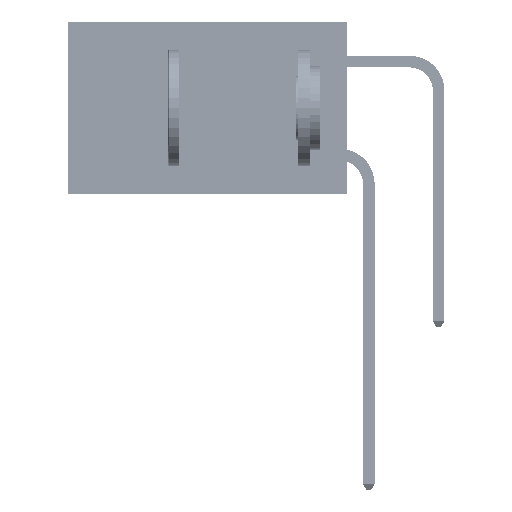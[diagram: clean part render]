
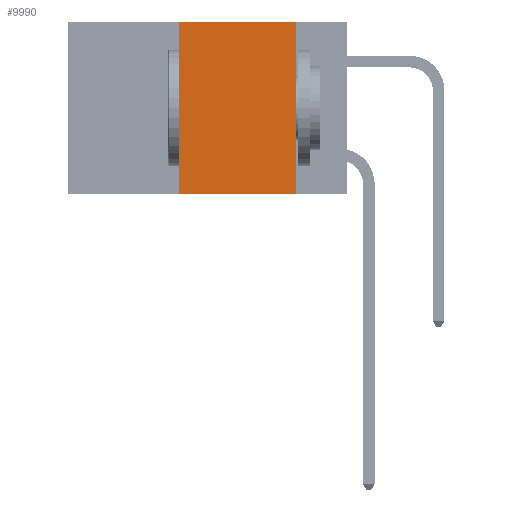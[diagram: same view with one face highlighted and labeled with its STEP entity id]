
A CAD part, left-side view. The second image highlights one B-rep face of the part: STEP entity #9990.
In plain terms, the highlighted planar face has unit normal (-1, 0, 0).
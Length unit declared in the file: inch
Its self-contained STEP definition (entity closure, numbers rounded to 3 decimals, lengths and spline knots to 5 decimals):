
#31 = ORIENTED_EDGE ( 'NONE', *, *, #33742, .F. ) ;
#5230 = CARTESIAN_POINT ( 'NONE',  ( 0., 0.36, 0. ) ) ;
#5886 = CARTESIAN_POINT ( 'NONE',  ( 0., 0.11, 0. ) ) ;
#6189 = PLANE ( 'NONE',  #15887 ) ;
#6784 = FACE_OUTER_BOUND ( 'NONE', #23450, .T. ) ;
#9527 = LINE ( 'NONE', #17038, #14609 ) ;
#9990 = ADVANCED_FACE ( 'NONE', ( #6784 ), #6189, .F. ) ;
#10103 = VERTEX_POINT ( 'NONE', #32270 ) ;
#10620 = VECTOR ( 'NONE', #19050, 39.37008 ) ;
#11130 = EDGE_CURVE ( 'NONE', #10103, #17480, #27137, .T. ) ;
#13034 = DIRECTION ( 'NONE',  ( 0., 0., -1. ) ) ;
#13198 = DIRECTION ( 'NONE',  ( 0., -1., 0. ) ) ;
#14407 = EDGE_CURVE ( 'NONE', #17480, #39968, #26312, .T. ) ;
#14609 = VECTOR ( 'NONE', #13198, 39.37008 ) ;
#15413 = CARTESIAN_POINT ( 'NONE',  ( 0., 0.11, -0.37 ) ) ;
#15887 = AXIS2_PLACEMENT_3D ( 'NONE', #31316, #28127, #46430 ) ;
#17038 = CARTESIAN_POINT ( 'NONE',  ( 0., 0.6, -0.37 ) ) ;
#17480 = VERTEX_POINT ( 'NONE', #5230 ) ;
#17800 = VECTOR ( 'NONE', #23731, 39.37008 ) ;
#18446 = ORIENTED_EDGE ( 'NONE', *, *, #14407, .F. ) ;
#19050 = DIRECTION ( 'NONE',  ( 0., 0., 1. ) ) ;
#19173 = ORIENTED_EDGE ( 'NONE', *, *, #11130, .F. ) ;
#23450 = EDGE_LOOP ( 'NONE', ( #31, #18446, #19173, #42735 ) ) ;
#23731 = DIRECTION ( 'NONE',  ( 0., -1., 0. ) ) ;
#25850 = LINE ( 'NONE', #5886, #26985 ) ;
#26312 = LINE ( 'NONE', #34377, #17800 ) ;
#26985 = VECTOR ( 'NONE', #13034, 39.37008 ) ;
#27137 = LINE ( 'NONE', #45097, #10620 ) ;
#27964 = VERTEX_POINT ( 'NONE', #15413 ) ;
#28127 = DIRECTION ( 'NONE',  ( 1., 0., 0. ) ) ;
#31316 = CARTESIAN_POINT ( 'NONE',  ( 0., 0.6, 0. ) ) ;
#32270 = CARTESIAN_POINT ( 'NONE',  ( 0., 0.36, -0.37 ) ) ;
#33742 = EDGE_CURVE ( 'NONE', #39968, #27964, #25850, .T. ) ;
#34377 = CARTESIAN_POINT ( 'NONE',  ( 0., 0.6, 0. ) ) ;
#34802 = EDGE_CURVE ( 'NONE', #10103, #27964, #9527, .T. ) ;
#39968 = VERTEX_POINT ( 'NONE', #42866 ) ;
#42735 = ORIENTED_EDGE ( 'NONE', *, *, #34802, .T. ) ;
#42866 = CARTESIAN_POINT ( 'NONE',  ( 0., 0.11, 0. ) ) ;
#45097 = CARTESIAN_POINT ( 'NONE',  ( 0., 0.36, 0. ) ) ;
#46430 = DIRECTION ( 'NONE',  ( 0., 0., -1. ) ) ;
